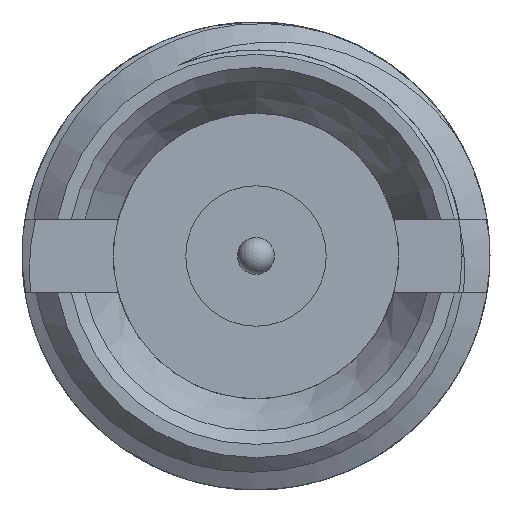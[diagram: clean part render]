
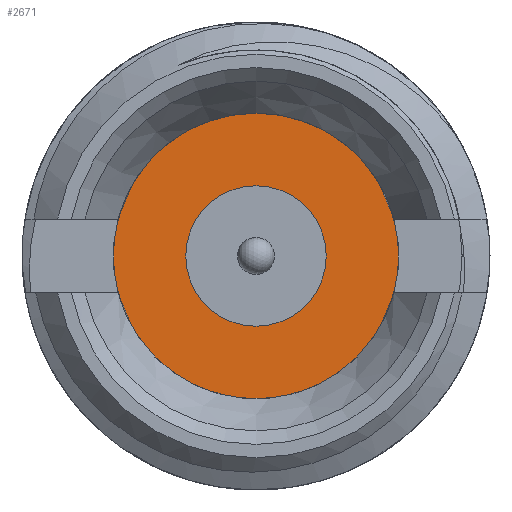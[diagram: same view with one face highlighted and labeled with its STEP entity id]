
A CAD part, left-side view. The second image highlights one B-rep face of the part: STEP entity #2671.
In plain terms, the highlighted planar face has unit normal (-1, 0, 0).
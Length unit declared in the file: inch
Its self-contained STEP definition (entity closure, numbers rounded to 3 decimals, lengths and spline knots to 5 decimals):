
#47 = CARTESIAN_POINT ( 'NONE',  ( 0.11, 0., 0. ) ) ;
#286 = CIRCLE ( 'NONE', #3813, 0.0625 ) ;
#582 = AXIS2_PLACEMENT_3D ( 'NONE', #3501, #2820, #2866 ) ;
#798 = DIRECTION ( 'NONE',  ( 0., 0., -1. ) ) ;
#895 = EDGE_CURVE ( 'NONE', #8120, #8120, #286, .T. ) ;
#1518 = DIRECTION ( 'NONE',  ( -1., 0., 0. ) ) ;
#1551 = EDGE_LOOP ( 'NONE', ( #9016 ) ) ;
#1575 = FACE_BOUND ( 'NONE', #1551, .T. ) ;
#1623 = CARTESIAN_POINT ( 'NONE',  ( 0.11, 0.01546, 0. ) ) ;
#1897 = CARTESIAN_POINT ( 'NONE',  ( 0.11, 0., 0.0625 ) ) ;
#2312 = DIRECTION ( 'NONE',  ( 1., 0., 0. ) ) ;
#2467 = ORIENTED_EDGE ( 'NONE', *, *, #895, .T. ) ;
#2671 = ADVANCED_FACE ( 'NONE', ( #1575, #7164 ), #3050, .F. ) ;
#2820 = DIRECTION ( 'NONE',  ( -1., 0., 0. ) ) ;
#2866 = DIRECTION ( 'NONE',  ( 0., 0., 1. ) ) ;
#3050 = PLANE ( 'NONE',  #3364 ) ;
#3089 = CIRCLE ( 'NONE', #582, 0.0285 ) ;
#3364 = AXIS2_PLACEMENT_3D ( 'NONE', #1623, #2312, #798 ) ;
#3501 = CARTESIAN_POINT ( 'NONE',  ( 0.11, 0., 0. ) ) ;
#3587 = DIRECTION ( 'NONE',  ( 0., 0., 1. ) ) ;
#3813 = AXIS2_PLACEMENT_3D ( 'NONE', #47, #1518, #3587 ) ;
#3849 = EDGE_LOOP ( 'NONE', ( #2467 ) ) ;
#5455 = EDGE_CURVE ( 'NONE', #6104, #6104, #3089, .T. ) ;
#6104 = VERTEX_POINT ( 'NONE', #8900 ) ;
#7164 = FACE_OUTER_BOUND ( 'NONE', #3849, .T. ) ;
#8120 = VERTEX_POINT ( 'NONE', #1897 ) ;
#8900 = CARTESIAN_POINT ( 'NONE',  ( 0.11, 0., 0.0285 ) ) ;
#9016 = ORIENTED_EDGE ( 'NONE', *, *, #5455, .F. ) ;
